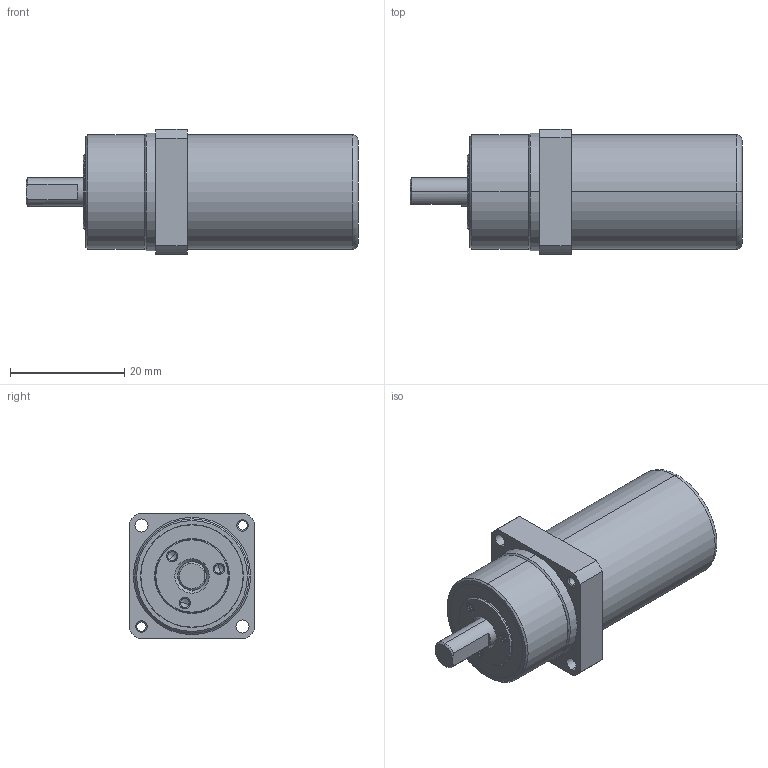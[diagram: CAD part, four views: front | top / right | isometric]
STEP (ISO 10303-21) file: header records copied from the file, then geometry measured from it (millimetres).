
FILE_DESCRIPTION(('no description'),'unknown implementation level');
FILE_NAME('RSF_5B_30_E50_C_8.stp',' ',('Harmonic Drive AG'),('CADClick - KiM GmbH - www.kimweb.de'),'unknown preprocess','ACIS','unknown authorization');
FILE_SCHEMA(('automotive_design'));
Length unit declared in the file: millimetre
Products named in the file (1): 1
Bounding box: 58.1 x 22 x 22 mm (x, y, z)
Volume: 14531.1 mm3; surface area: 6247.7 mm2
Topology: 1 solids, 6 shells, 476 faces, 1027 edges, 565 vertices
Faces by surface type: cone 329, cylinder 64, plane 37, sphere 24, torus 22
Entity records: 24712 total; most frequent: CARTESIAN_POINT 2575, DIRECTION 2482, STYLED_ITEM 2039, PRESENTATION_STYLE_ASSIGNMENT 2039, COLOUR_RGB 2039, ORIENTED_EDGE 1994, AXIS2_PLACEMENT_3D 1042, EDGE_CURVE 997
